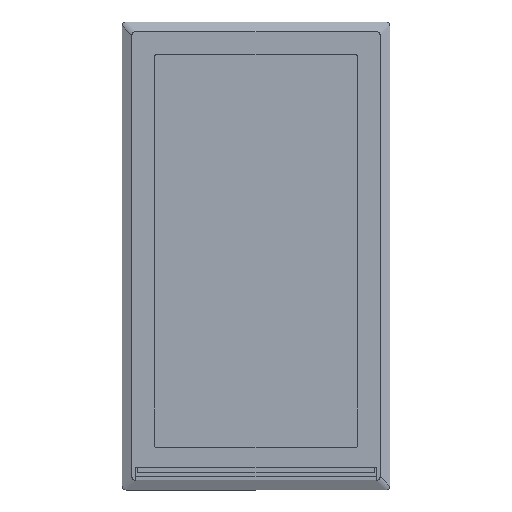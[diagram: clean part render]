
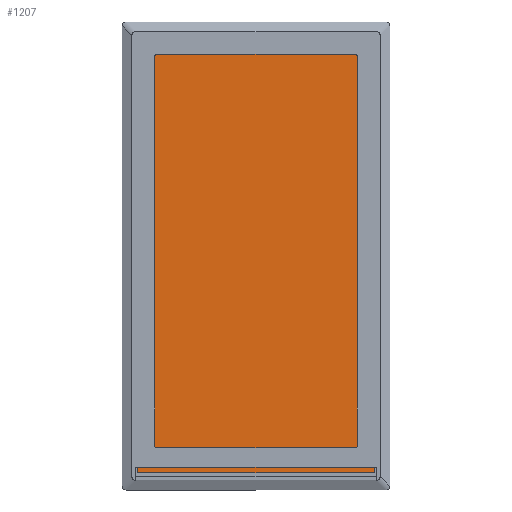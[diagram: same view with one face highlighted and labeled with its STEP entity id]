
A CAD part, front view. The second image highlights one B-rep face of the part: STEP entity #1207.
In plain terms, the highlighted planar face has unit normal (0, -1, 0).
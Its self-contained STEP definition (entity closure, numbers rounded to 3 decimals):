
#189 = ORIENTED_EDGE ( 'NONE', *, *, #1089, .F. ) ;
#190 = ORIENTED_EDGE ( 'NONE', *, *, #1096, .F. ) ;
#191 = ORIENTED_EDGE ( 'NONE', *, *, #1195, .F. ) ;
#192 = ORIENTED_EDGE ( 'NONE', *, *, #1090, .F. ) ;
#213 = VERTEX_POINT ( 'NONE', #2170 ) ;
#216 = VERTEX_POINT ( 'NONE', #2173 ) ;
#219 = VERTEX_POINT ( 'NONE', #2176 ) ;
#239 = VERTEX_POINT ( 'NONE', #2196 ) ;
#1089 = EDGE_CURVE ( 'NONE', #216, #219, #3031, .T. ) ;
#1090 = EDGE_CURVE ( 'NONE', #239, #216, #3037, .T. ) ;
#1096 = EDGE_CURVE ( 'NONE', #219, #213, #3073, .T. ) ;
#1195 = EDGE_CURVE ( 'NONE', #213, #239, #3925, .T. ) ;
#1207 = ADVANCED_FACE ( 'NONE', ( #1689 ), #2876, .F. ) ;
#1572 = VECTOR ( 'NONE', #3035, 1000. ) ;
#1573 = VECTOR ( 'NONE', #3041, 1000. ) ;
#1580 = VECTOR ( 'NONE', #3077, 1000. ) ;
#1669 = VECTOR ( 'NONE', #3929, 1000. ) ;
#1689 = FACE_OUTER_BOUND ( 'NONE', #2076, .T. ) ;
#1693 = AXIS2_PLACEMENT_3D ( 'NONE', #2878, #2880, #2882 ) ;
#2076 = EDGE_LOOP ( 'NONE', ( #191, #190, #189, #192 ) ) ;
#2170 = CARTESIAN_POINT ( 'NONE',  ( -62., 0., -113.5 ) ) ;
#2173 = CARTESIAN_POINT ( 'NONE',  ( 62., 0., 113.5 ) ) ;
#2176 = CARTESIAN_POINT ( 'NONE',  ( 62., 0., -113.5 ) ) ;
#2196 = CARTESIAN_POINT ( 'NONE',  ( -62., 0., 113.5 ) ) ;
#2876 = PLANE ( 'NONE',  #1693 ) ;
#2878 = CARTESIAN_POINT ( 'NONE',  ( -62., 0., 113.5 ) ) ;
#2880 = DIRECTION ( 'NONE',  ( 0., 1., 0. ) ) ;
#2882 = DIRECTION ( 'NONE',  ( 0., 0., 1. ) ) ;
#3031 = LINE ( 'NONE', #3033, #1572 ) ;
#3033 = CARTESIAN_POINT ( 'NONE',  ( 62., 0., -113.5 ) ) ;
#3035 = DIRECTION ( 'NONE',  ( 0., 0., -1. ) ) ;
#3037 = LINE ( 'NONE', #3039, #1573 ) ;
#3039 = CARTESIAN_POINT ( 'NONE',  ( -62., 0., 113.5 ) ) ;
#3041 = DIRECTION ( 'NONE',  ( 1., 0., 0. ) ) ;
#3073 = LINE ( 'NONE', #3075, #1580 ) ;
#3075 = CARTESIAN_POINT ( 'NONE',  ( -62., 0., -113.5 ) ) ;
#3077 = DIRECTION ( 'NONE',  ( -1., 0., 0. ) ) ;
#3925 = LINE ( 'NONE', #3927, #1669 ) ;
#3927 = CARTESIAN_POINT ( 'NONE',  ( -62., 0., -113.5 ) ) ;
#3929 = DIRECTION ( 'NONE',  ( 0., 0., 1. ) ) ;
